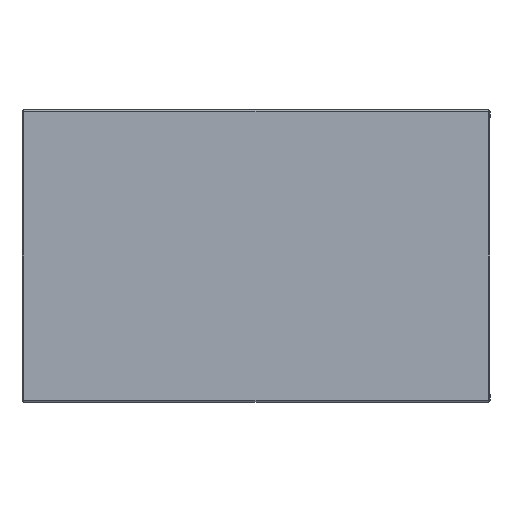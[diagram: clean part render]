
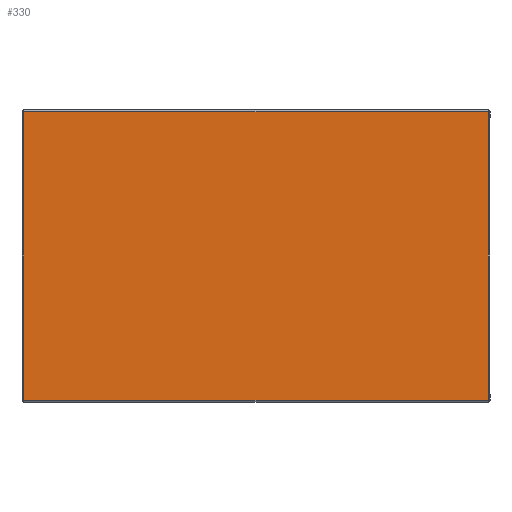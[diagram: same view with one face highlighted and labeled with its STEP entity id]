
A CAD part, left-side view. The second image highlights one B-rep face of the part: STEP entity #330.
In plain terms, the highlighted planar face has unit normal (-1, 0, 0).
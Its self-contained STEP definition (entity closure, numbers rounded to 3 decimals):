
#14 = CARTESIAN_POINT ( 'NONE',  ( -1., -0.595, 0.005 ) ) ;
#33 = VERTEX_POINT ( 'NONE', #1770 ) ;
#238 = ORIENTED_EDGE ( 'NONE', *, *, #1819, .T. ) ;
#291 = CARTESIAN_POINT ( 'NONE',  ( -1., -0.595, 0.02 ) ) ;
#330 = ADVANCED_FACE ( 'NONE', ( #5061 ), #2036, .F. ) ;
#412 = VECTOR ( 'NONE', #422, 1000. ) ;
#422 = DIRECTION ( 'NONE',  ( 0., -1., 0. ) ) ;
#862 = ORIENTED_EDGE ( 'NONE', *, *, #2025, .T. ) ;
#990 = VERTEX_POINT ( 'NONE', #4959 ) ;
#1177 = CARTESIAN_POINT ( 'NONE',  ( -1., -0.6, 0.02 ) ) ;
#1421 = CARTESIAN_POINT ( 'NONE',  ( -1., -0.595, 0.745 ) ) ;
#1580 = LINE ( 'NONE', #3462, #412 ) ;
#1615 = DIRECTION ( 'NONE',  ( 0., 0., -1. ) ) ;
#1672 = VECTOR ( 'NONE', #4084, 1000. ) ;
#1770 = CARTESIAN_POINT ( 'NONE',  ( -1., 0.595, 0.005 ) ) ;
#1819 = EDGE_CURVE ( 'NONE', #4050, #990, #2428, .T. ) ;
#2025 = EDGE_CURVE ( 'NONE', #3660, #4050, #3512, .T. ) ;
#2036 = PLANE ( 'NONE',  #3488 ) ;
#2082 = EDGE_LOOP ( 'NONE', ( #238, #2427, #4855, #862 ) ) ;
#2326 = DIRECTION ( 'NONE',  ( 0., 1., 0. ) ) ;
#2427 = ORIENTED_EDGE ( 'NONE', *, *, #3379, .T. ) ;
#2428 = LINE ( 'NONE', #4493, #3580 ) ;
#2476 = DIRECTION ( 'NONE',  ( 0., 0., 1. ) ) ;
#3210 = CARTESIAN_POINT ( 'NONE',  ( -1., 0.595, 0.02 ) ) ;
#3379 = EDGE_CURVE ( 'NONE', #990, #33, #3851, .T. ) ;
#3462 = CARTESIAN_POINT ( 'NONE',  ( -1., -0.6, 0.005 ) ) ;
#3488 = AXIS2_PLACEMENT_3D ( 'NONE', #1177, #4211, #1615 ) ;
#3512 = LINE ( 'NONE', #291, #4523 ) ;
#3528 = EDGE_CURVE ( 'NONE', #33, #3660, #1580, .T. ) ;
#3580 = VECTOR ( 'NONE', #2326, 1000. ) ;
#3660 = VERTEX_POINT ( 'NONE', #14 ) ;
#3851 = LINE ( 'NONE', #3210, #1672 ) ;
#4050 = VERTEX_POINT ( 'NONE', #1421 ) ;
#4084 = DIRECTION ( 'NONE',  ( 0., 0., -1. ) ) ;
#4211 = DIRECTION ( 'NONE',  ( 1., 0., 0. ) ) ;
#4493 = CARTESIAN_POINT ( 'NONE',  ( -1., -0.6, 0.745 ) ) ;
#4523 = VECTOR ( 'NONE', #2476, 1000. ) ;
#4855 = ORIENTED_EDGE ( 'NONE', *, *, #3528, .T. ) ;
#4959 = CARTESIAN_POINT ( 'NONE',  ( -1., 0.595, 0.745 ) ) ;
#5061 = FACE_OUTER_BOUND ( 'NONE', #2082, .T. ) ;
